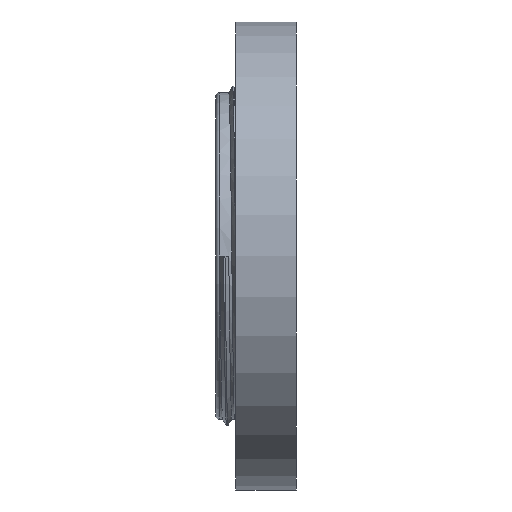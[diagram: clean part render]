
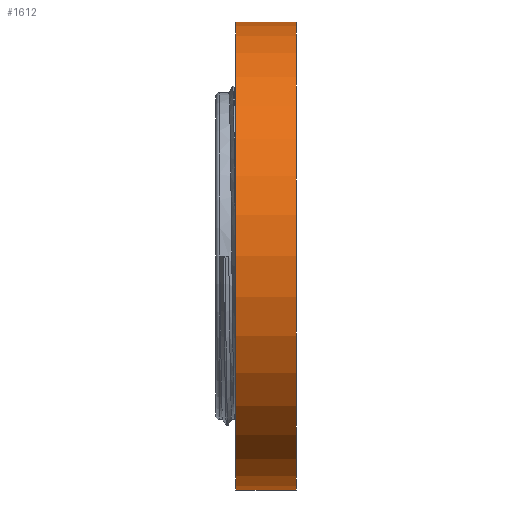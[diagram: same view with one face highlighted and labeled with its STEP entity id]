
A CAD part, left-side view. The second image highlights one B-rep face of the part: STEP entity #1612.
In plain terms, the highlighted cylindrical face has radius 58 mm (diameter 116 mm), a partial arc.
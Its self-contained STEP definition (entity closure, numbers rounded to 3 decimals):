
#86 = DIRECTION ( 'NONE',  ( 0., 1., 0. ) ) ;
#91 = CIRCLE ( 'NONE', #1375, 58. ) ;
#236 = VECTOR ( 'NONE', #437, 1000. ) ;
#250 = CARTESIAN_POINT ( 'NONE',  ( 0., 15., 58. ) ) ;
#362 = VERTEX_POINT ( 'NONE', #1412 ) ;
#373 = VERTEX_POINT ( 'NONE', #2282 ) ;
#414 = EDGE_CURVE ( 'NONE', #362, #603, #785, .T. ) ;
#437 = DIRECTION ( 'NONE',  ( 0., -1., 0. ) ) ;
#497 = FACE_OUTER_BOUND ( 'NONE', #2254, .T. ) ;
#573 = CARTESIAN_POINT ( 'NONE',  ( 0., 15., -58. ) ) ;
#603 = VERTEX_POINT ( 'NONE', #1346 ) ;
#629 = DIRECTION ( 'NONE',  ( 0., 1., 0. ) ) ;
#684 = DIRECTION ( 'NONE',  ( 0., -1., 0. ) ) ;
#785 = LINE ( 'NONE', #250, #1888 ) ;
#841 = ORIENTED_EDGE ( 'NONE', *, *, #414, .F. ) ;
#874 = CYLINDRICAL_SURFACE ( 'NONE', #1309, 58. ) ;
#876 = VERTEX_POINT ( 'NONE', #573 ) ;
#956 = ORIENTED_EDGE ( 'NONE', *, *, #1398, .F. ) ;
#995 = CARTESIAN_POINT ( 'NONE',  ( 0., 15., 0. ) ) ;
#1073 = EDGE_CURVE ( 'NONE', #373, #603, #1773, .T. ) ;
#1096 = DIRECTION ( 'NONE',  ( 0., -1., 0. ) ) ;
#1184 = ORIENTED_EDGE ( 'NONE', *, *, #1073, .T. ) ;
#1309 = AXIS2_PLACEMENT_3D ( 'NONE', #995, #684, #2095 ) ;
#1321 = CARTESIAN_POINT ( 'NONE',  ( 0., 15., -58. ) ) ;
#1346 = CARTESIAN_POINT ( 'NONE',  ( 0., 0., 58. ) ) ;
#1375 = AXIS2_PLACEMENT_3D ( 'NONE', #1503, #86, #1494 ) ;
#1398 = EDGE_CURVE ( 'NONE', #876, #362, #91, .T. ) ;
#1412 = CARTESIAN_POINT ( 'NONE',  ( 0., 15., 58. ) ) ;
#1494 = DIRECTION ( 'NONE',  ( 0., 0., 1. ) ) ;
#1503 = CARTESIAN_POINT ( 'NONE',  ( 0., 15., 0. ) ) ;
#1612 = ADVANCED_FACE ( 'NONE', ( #497 ), #874, .T. ) ;
#1656 = CARTESIAN_POINT ( 'NONE',  ( 0., 0., 0. ) ) ;
#1707 = EDGE_CURVE ( 'NONE', #876, #373, #1832, .T. ) ;
#1773 = CIRCLE ( 'NONE', #1817, 58. ) ;
#1817 = AXIS2_PLACEMENT_3D ( 'NONE', #1656, #629, #1849 ) ;
#1832 = LINE ( 'NONE', #1321, #236 ) ;
#1849 = DIRECTION ( 'NONE',  ( 0., 0., 1. ) ) ;
#1888 = VECTOR ( 'NONE', #1096, 1000. ) ;
#1988 = ORIENTED_EDGE ( 'NONE', *, *, #1707, .T. ) ;
#2095 = DIRECTION ( 'NONE',  ( 0., 0., -1. ) ) ;
#2254 = EDGE_LOOP ( 'NONE', ( #841, #956, #1988, #1184 ) ) ;
#2282 = CARTESIAN_POINT ( 'NONE',  ( 0., 0., -58. ) ) ;
